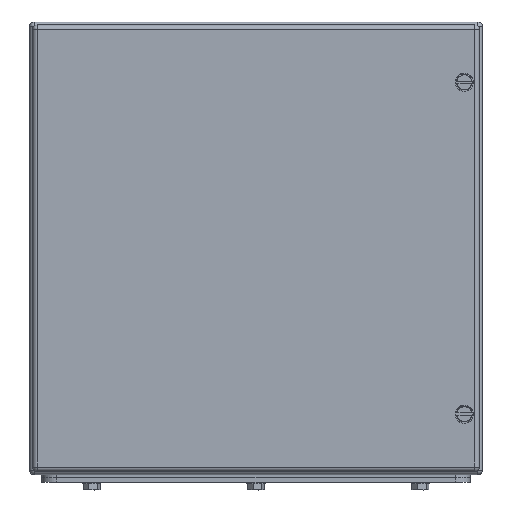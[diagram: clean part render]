
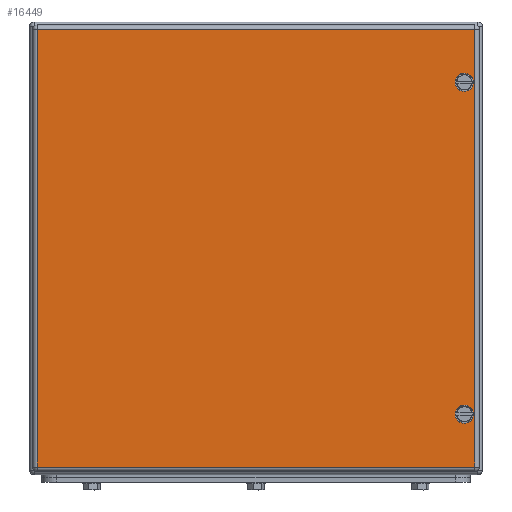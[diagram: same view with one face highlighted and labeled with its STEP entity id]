
A CAD part, top view. The second image highlights one B-rep face of the part: STEP entity #16449.
In plain terms, the highlighted planar face has unit normal (0, 0, 1).
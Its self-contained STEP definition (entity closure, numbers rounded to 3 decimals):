
#16391=AXIS2_PLACEMENT_3D('Plane Axis2P3D',#16388,#16389,#16390) ;
#16433=AXIS2_PLACEMENT_3D('Circle Axis2P3D',#16431,#16432,$) ;
#16442=AXIS2_PLACEMENT_3D('Circle Axis2P3D',#16440,#16441,$) ;
#16204=CARTESIAN_POINT('Vertex',(284.5,50.,150.)) ;
#16208=CARTESIAN_POINT('Control Point',(284.5,50.,150.)) ;
#16209=CARTESIAN_POINT('Control Point',(284.5,49.45,150.)) ;
#16210=CARTESIAN_POINT('Control Point',(284.608,48.9,150.)) ;
#16211=CARTESIAN_POINT('Control Point',(284.824,48.379,150.)) ;
#16212=CARTESIAN_POINT('Control Point',(285.449,47.449,150.)) ;
#16213=CARTESIAN_POINT('Control Point',(286.379,46.824,150.)) ;
#16214=CARTESIAN_POINT('Control Point',(286.9,46.608,150.)) ;
#16215=CARTESIAN_POINT('Control Point',(288.,46.392,150.)) ;
#16216=CARTESIAN_POINT('Control Point',(289.1,46.608,150.)) ;
#16217=CARTESIAN_POINT('Control Point',(289.621,46.824,150.)) ;
#16218=CARTESIAN_POINT('Control Point',(290.551,47.449,150.)) ;
#16219=CARTESIAN_POINT('Control Point',(291.176,48.379,150.)) ;
#16220=CARTESIAN_POINT('Control Point',(291.392,48.9,150.)) ;
#16221=CARTESIAN_POINT('Control Point',(291.5,49.45,150.)) ;
#16222=CARTESIAN_POINT('Control Point',(291.5,50.,150.)) ;
#16223=CARTESIAN_POINT('Vertex',(291.5,50.,150.)) ;
#16365=CARTESIAN_POINT('Control Point',(291.5,50.,150.)) ;
#16366=CARTESIAN_POINT('Control Point',(291.5,50.55,150.)) ;
#16367=CARTESIAN_POINT('Control Point',(291.392,51.1,150.)) ;
#16368=CARTESIAN_POINT('Control Point',(291.176,51.621,150.)) ;
#16369=CARTESIAN_POINT('Control Point',(290.551,52.551,150.)) ;
#16370=CARTESIAN_POINT('Control Point',(289.621,53.176,150.)) ;
#16371=CARTESIAN_POINT('Control Point',(289.1,53.392,150.)) ;
#16372=CARTESIAN_POINT('Control Point',(288.,53.608,150.)) ;
#16373=CARTESIAN_POINT('Control Point',(286.9,53.392,150.)) ;
#16374=CARTESIAN_POINT('Control Point',(286.379,53.176,150.)) ;
#16375=CARTESIAN_POINT('Control Point',(285.449,52.551,150.)) ;
#16376=CARTESIAN_POINT('Control Point',(284.824,51.621,150.)) ;
#16377=CARTESIAN_POINT('Control Point',(284.608,51.1,150.)) ;
#16378=CARTESIAN_POINT('Control Point',(284.5,50.55,150.)) ;
#16379=CARTESIAN_POINT('Control Point',(284.5,50.,150.)) ;
#16388=CARTESIAN_POINT('Axis2P3D Location',(150.,160.,150.)) ;
#16393=CARTESIAN_POINT('Line Origine',(295.,160.,150.)) ;
#16397=CARTESIAN_POINT('Vertex',(295.,15.,150.)) ;
#16399=CARTESIAN_POINT('Vertex',(295.,305.,150.)) ;
#16402=CARTESIAN_POINT('Line Origine',(150.,305.,150.)) ;
#16406=CARTESIAN_POINT('Vertex',(5.,305.,150.)) ;
#16409=CARTESIAN_POINT('Line Origine',(5.,160.,150.)) ;
#16413=CARTESIAN_POINT('Vertex',(5.,15.,150.)) ;
#16416=CARTESIAN_POINT('Line Origine',(150.,15.,150.)) ;
#16431=CARTESIAN_POINT('Axis2P3D Location',(288.,270.,150.)) ;
#16435=CARTESIAN_POINT('Vertex',(291.5,270.,150.)) ;
#16437=CARTESIAN_POINT('Vertex',(284.5,270.,150.)) ;
#16440=CARTESIAN_POINT('Axis2P3D Location',(288.,270.,150.)) ;
#16389=DIRECTION('Axis2P3D Direction',(0.,0.,1.)) ;
#16390=DIRECTION('Axis2P3D XDirection',(1.,0.,0.)) ;
#16394=DIRECTION('Vector Direction',(0.,1.,0.)) ;
#16403=DIRECTION('Vector Direction',(-1.,0.,0.)) ;
#16410=DIRECTION('Vector Direction',(0.,-1.,0.)) ;
#16417=DIRECTION('Vector Direction',(1.,0.,0.)) ;
#16432=DIRECTION('Axis2P3D Direction',(0.,0.,1.)) ;
#16441=DIRECTION('Axis2P3D Direction',(0.,0.,1.)) ;
#16395=VECTOR('Line Direction',#16394,1.) ;
#16404=VECTOR('Line Direction',#16403,1.) ;
#16411=VECTOR('Line Direction',#16410,1.) ;
#16418=VECTOR('Line Direction',#16417,1.) ;
#16422=ORIENTED_EDGE('',*,*,#16401,.T.) ;
#16423=ORIENTED_EDGE('',*,*,#16408,.T.) ;
#16424=ORIENTED_EDGE('',*,*,#16415,.T.) ;
#16425=ORIENTED_EDGE('',*,*,#16420,.T.) ;
#16428=ORIENTED_EDGE('',*,*,#16380,.F.) ;
#16429=ORIENTED_EDGE('',*,*,#16225,.F.) ;
#16446=ORIENTED_EDGE('',*,*,#16439,.F.) ;
#16447=ORIENTED_EDGE('',*,*,#16444,.F.) ;
#16430=FACE_BOUND('',#16427,.T.) ;
#16448=FACE_BOUND('',#16445,.T.) ;
#16449=ADVANCED_FACE('76192_ZUB_DE_HS_KEBI_300x300-1/76192_DE_HS_KEBI_300x300-1-solid1',(#16426,#16430,#16448),#16392,.T.) ;
#16207=B_SPLINE_CURVE_WITH_KNOTS('',5,(#16208,#16209,#16210,#16211,#16212,#16213,#16214,#16215,#16216,#16217,#16218,#16219,#16220,#16221,#16222),.UNSPECIFIED.,.F.,.U.,(6,3,3,3,6),(-5.498,-2.749,0.,2.749,5.498),.UNSPECIFIED.) ;
#16364=B_SPLINE_CURVE_WITH_KNOTS('',5,(#16365,#16366,#16367,#16368,#16369,#16370,#16371,#16372,#16373,#16374,#16375,#16376,#16377,#16378,#16379),.UNSPECIFIED.,.F.,.U.,(6,3,3,3,6),(-5.498,-2.749,0.,2.749,5.498),.UNSPECIFIED.) ;
#16434=CIRCLE('generated circle',#16433,3.5) ;
#16443=CIRCLE('generated circle',#16442,3.5) ;
#16225=EDGE_CURVE('',#16205,#16224,#16207,.T.) ;
#16380=EDGE_CURVE('',#16224,#16205,#16364,.T.) ;
#16401=EDGE_CURVE('',#16398,#16400,#16396,.T.) ;
#16408=EDGE_CURVE('',#16400,#16407,#16405,.T.) ;
#16415=EDGE_CURVE('',#16407,#16414,#16412,.T.) ;
#16420=EDGE_CURVE('',#16414,#16398,#16419,.T.) ;
#16439=EDGE_CURVE('',#16436,#16438,#16434,.T.) ;
#16444=EDGE_CURVE('',#16438,#16436,#16443,.T.) ;
#16421=EDGE_LOOP('',(#16422,#16423,#16424,#16425)) ;
#16427=EDGE_LOOP('',(#16428,#16429)) ;
#16445=EDGE_LOOP('',(#16446,#16447)) ;
#16426=FACE_OUTER_BOUND('',#16421,.T.) ;
#16396=LINE('Line',#16393,#16395) ;
#16405=LINE('Line',#16402,#16404) ;
#16412=LINE('Line',#16409,#16411) ;
#16419=LINE('Line',#16416,#16418) ;
#16392=PLANE('',#16391) ;
#16205=VERTEX_POINT('',#16204) ;
#16224=VERTEX_POINT('',#16223) ;
#16398=VERTEX_POINT('',#16397) ;
#16400=VERTEX_POINT('',#16399) ;
#16407=VERTEX_POINT('',#16406) ;
#16414=VERTEX_POINT('',#16413) ;
#16436=VERTEX_POINT('',#16435) ;
#16438=VERTEX_POINT('',#16437) ;
